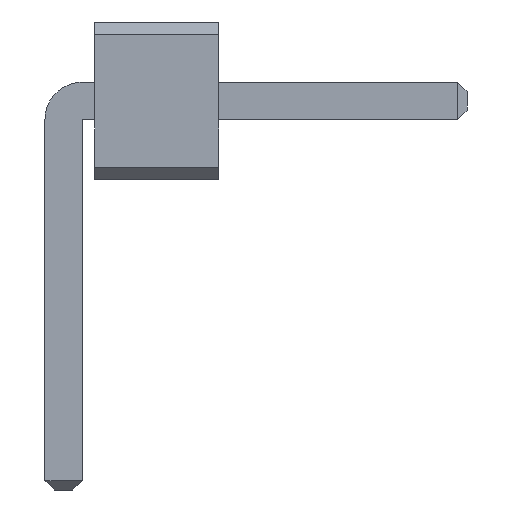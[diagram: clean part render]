
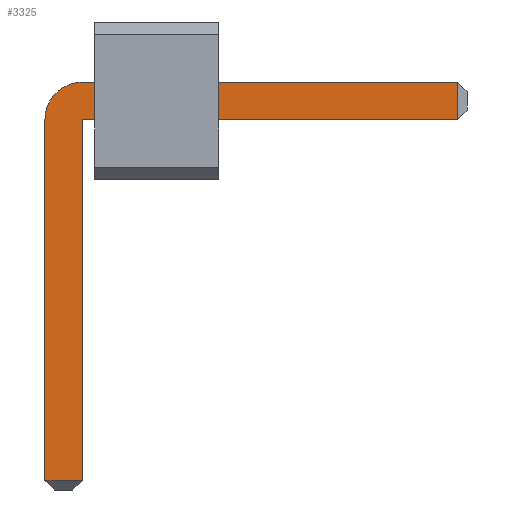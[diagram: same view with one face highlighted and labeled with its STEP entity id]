
A CAD part, front view. The second image highlights one B-rep face of the part: STEP entity #3325.
In plain terms, the highlighted planar face has unit normal (0, -1, 0).
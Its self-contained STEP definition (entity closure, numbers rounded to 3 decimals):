
#13=DIRECTION('',(0.,0.,1.));
#1480=VECTOR('',#13,1.);
#3096=DIRECTION('',(0.,0.,-1.));
#3128=VECTOR('',#3129,1.);
#3129=DIRECTION('',(1.,0.,0.));
#3135=VECTOR('',#3096,1.);
#3142=VECTOR('',#3143,1.);
#3143=DIRECTION('',(-1.,0.,0.));
#3164=DIRECTION('',(-0.,1.,0.));
#3168=DIRECTION('',(0.,1.,0.));
#3169=DIRECTION('',(0.,0.,1.));
#3176=VERTEX_POINT('',#3177);
#3177=CARTESIAN_POINT('',(0.15,-24.15,0.785));
#3179=ORIENTED_EDGE('',*,*,#3180,.T.);
#3180=EDGE_CURVE('',#3176,#3181,#3183,.T.);
#3181=VERTEX_POINT('',#3182);
#3182=CARTESIAN_POINT('',(3.175,-24.15,0.785));
#3183=LINE('',#3184,#3128);
#3184=CARTESIAN_POINT('',(-0.15,-24.15,0.785));
#3221=EDGE_CURVE('',#3222,#3176,#3224,.T.);
#3222=VERTEX_POINT('',#3223);
#3223=CARTESIAN_POINT('',(-0.15,-24.15,0.485));
#3224=CIRCLE('',#3225,0.3);
#3225=AXIS2_PLACEMENT_3D('',#3226,#3164,#3096);
#3226=CARTESIAN_POINT('',(0.15,-24.15,0.485));
#3238=VERTEX_POINT('',#3239);
#3239=CARTESIAN_POINT('',(3.175,-24.15,0.485));
#3241=ORIENTED_EDGE('',*,*,#3242,.T.);
#3242=EDGE_CURVE('',#3238,#3243,#3244,.T.);
#3243=VERTEX_POINT('',#3226);
#3244=LINE('',#3245,#3142);
#3245=CARTESIAN_POINT('',(3.25,-24.15,0.485));
#3257=VERTEX_POINT('',#3258);
#3258=CARTESIAN_POINT('',(-0.15,-24.15,-2.425));
#3260=ORIENTED_EDGE('',*,*,#3261,.T.);
#3261=EDGE_CURVE('',#3257,#3222,#3262,.T.);
#3262=LINE('',#3263,#1480);
#3263=CARTESIAN_POINT('',(-0.15,-24.15,-2.5));
#3271=ORIENTED_EDGE('',*,*,#3272,.T.);
#3272=EDGE_CURVE('',#3243,#3273,#3275,.T.);
#3273=VERTEX_POINT('',#3274);
#3274=CARTESIAN_POINT('',(0.15,-24.15,-2.425));
#3275=LINE('',#3226,#3135);
#3325=ADVANCED_FACE('',(#3326),#3335,.F.);
#3326=FACE_BOUND('',#3327,.F.);
#3327=EDGE_LOOP('',(#3179,#3328,#3241,#3271,#3331,#3260,#3334));
#3328=ORIENTED_EDGE('',*,*,#3329,.T.);
#3329=EDGE_CURVE('',#3181,#3238,#3330,.T.);
#3330=LINE('',#3182,#3135);
#3331=ORIENTED_EDGE('',*,*,#3332,.T.);
#3332=EDGE_CURVE('',#3273,#3257,#3333,.T.);
#3333=LINE('',#3274,#3142);
#3334=ORIENTED_EDGE('',*,*,#3221,.T.);
#3335=PLANE('',#3336);
#3336=AXIS2_PLACEMENT_3D('',#3337,#3168,#3169);
#3337=CARTESIAN_POINT('',(0.858,-24.15,-0.165));
